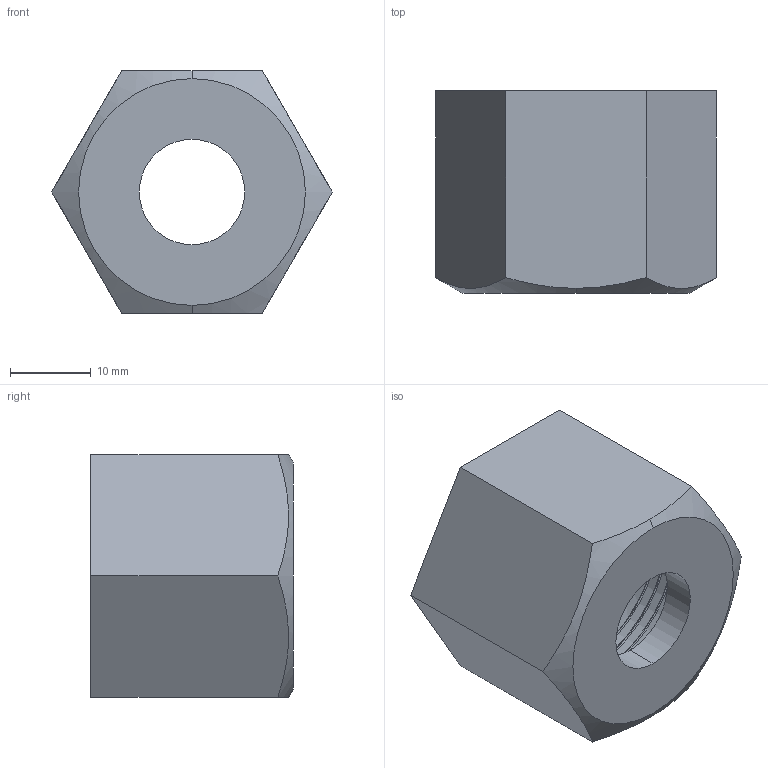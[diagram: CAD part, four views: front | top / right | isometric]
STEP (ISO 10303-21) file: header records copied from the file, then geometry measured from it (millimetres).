
FILE_DESCRIPTION (( 'STEP AP203' ), '1' );
FILE_NAME ('揤踡蹟譫.STEP', '2023-04-17T01:32:38', ( '' ), ( '' ), 'SwSTEP 2.0', 'SolidWorks 2022', '' );
FILE_SCHEMA (( 'CONFIG_CONTROL_DESIGN' ));
Length unit declared in the file: millimetre
Products named in the file (1): 揤踡蹟譫
Bounding box: 34.64 x 25 x 30 mm (x, y, z)
Volume: 6779.3 mm3; surface area: 6008.7 mm2
Topology: 1 solids, 1 shells, 52 faces, 138 edges, 90 vertices
Faces by surface type: cylinder 32, plane 12, cone 4, bspline 4
Entity records: 4525 total; most frequent: CARTESIAN_POINT 3353, ORIENTED_EDGE 276, DIRECTION 178, EDGE_CURVE 138, VERTEX_POINT 90, AXIS2_PLACEMENT_3D 64, EDGE_LOOP 56, FACE_OUTER_BOUND 52
